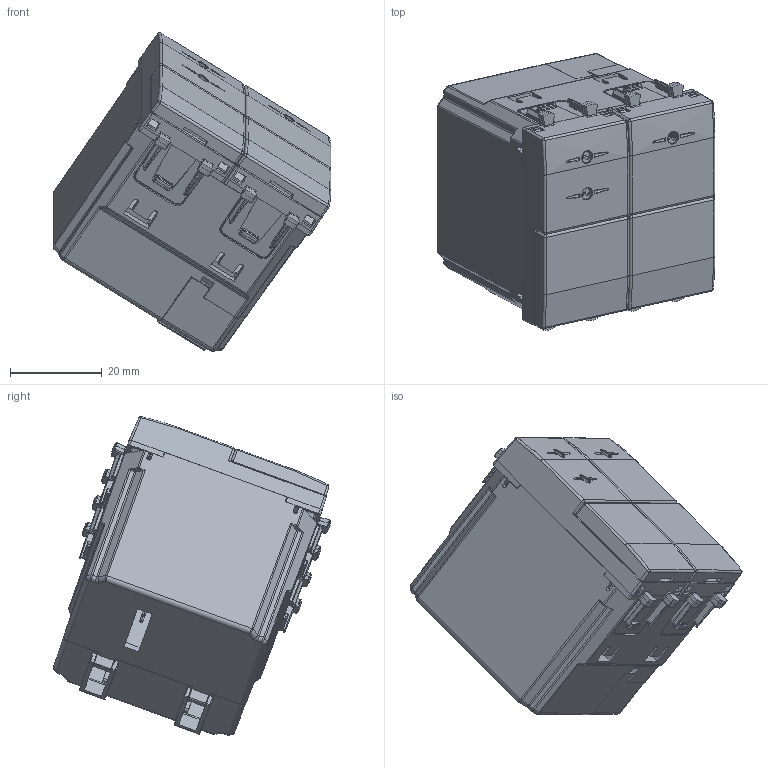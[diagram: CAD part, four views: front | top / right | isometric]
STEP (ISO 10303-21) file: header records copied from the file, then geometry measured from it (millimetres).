
FILE_DESCRIPTION(('CATIA V5 STEP Exchange'),'2;1');
FILE_NAME('441AB-IRT.stp','2024-03-01T13:15:29+00:00',('none'),('none'),'CATIA Version 5-6 Release 2016 SP6','CATIA V5 STEP AP203','none');
FILE_SCHEMA(('CONFIG_CONTROL_DESIGN'));
Products named in the file (1): DP@44XAB-IRT_M (DA1169)
Assembly tree (8 placements, depth 2):
  DP@44XAB-IRT_M (DA1169)
    #57
    #19474
    #24845  x2
    #28557
    #64804
    #96179
    #99820
Bounding box: 60.7 x 60.58 x 69.62 mm (x, y, z)
Volume: 24016.3 mm3; surface area: 38020.4 mm2
Topology: 12 solids, 12 shells, 2488 faces, 7015 edges, 4446 vertices
Faces by surface type: plane 1246, cylinder 815, bspline 176, cone 116, sphere 83, torus 52
Entity records: 99838 total; most frequent: CARTESIAN_POINT 46034, ORIENTED_EDGE 13222, DIRECTION 7730, EDGE_CURVE 6611, VERTEX_POINT 4242, VECTOR 3678, LINE 3678, EDGE_LOOP 2449
